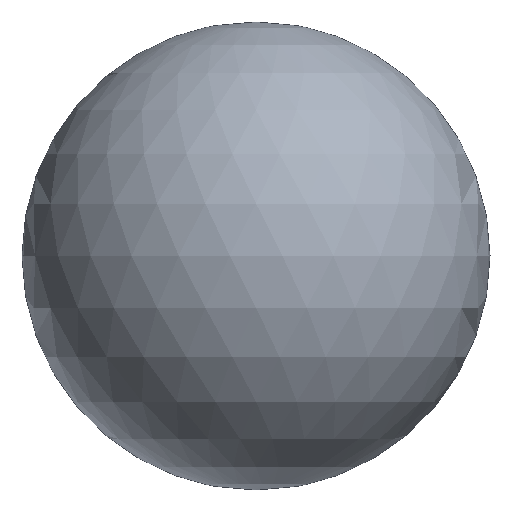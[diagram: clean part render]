
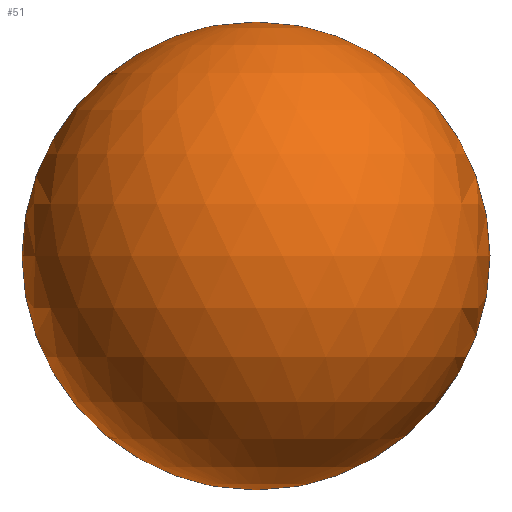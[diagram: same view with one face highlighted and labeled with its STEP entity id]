
A CAD part, top view. The second image highlights one B-rep face of the part: STEP entity #51.
In plain terms, the highlighted spherical face has radius 36.115 mm.
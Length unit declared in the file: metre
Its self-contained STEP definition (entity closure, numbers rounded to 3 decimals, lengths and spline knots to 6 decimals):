
#51=ADVANCED_FACE('0:23',(#55),#56,.T.);
#55=FACE_OUTER_BOUND('',#60,.T.);
#56=SPHERICAL_SURFACE('',#61,0.036115);
#60=EDGE_LOOP('',(#65,#66));
#61=AXIS2_PLACEMENT_3D('',#67,#68,#69);
#65=ORIENTED_EDGE('',*,*,#76,.F.);
#66=ORIENTED_EDGE('',*,*,#77,.F.);
#67=CARTESIAN_POINT('',(0.0,0.0,0.0));
#68=DIRECTION('',(0.0,1.0,0.0));
#69=DIRECTION('',(-1.0,-0.0,-0.0));
#76=EDGE_CURVE('',#78,#79,#80,.T.);
#77=EDGE_CURVE('',#79,#78,#81,.T.);
#78=VERTEX_POINT('',#82);
#79=VERTEX_POINT('',#83);
#80=CIRCLE('',#84,0.036115);
#81=CIRCLE('',#85,0.036115);
#82=CARTESIAN_POINT('',(0.,0.036115,0.));
#83=CARTESIAN_POINT('',(0.0,-0.036115,0.0));
#84=AXIS2_PLACEMENT_3D('',#86,#87,#88);
#85=AXIS2_PLACEMENT_3D('',#89,#90,#91);
#86=CARTESIAN_POINT('',(0.0,0.0,0.0));
#87=DIRECTION('',(0.,0.0,-1.0));
#88=DIRECTION('',(0.0,-1.0,0.0));
#89=CARTESIAN_POINT('',(0.0,0.0,0.0));
#90=DIRECTION('',(0.,0.0,-1.0));
#91=DIRECTION('',(0.0,-1.0,0.0));
